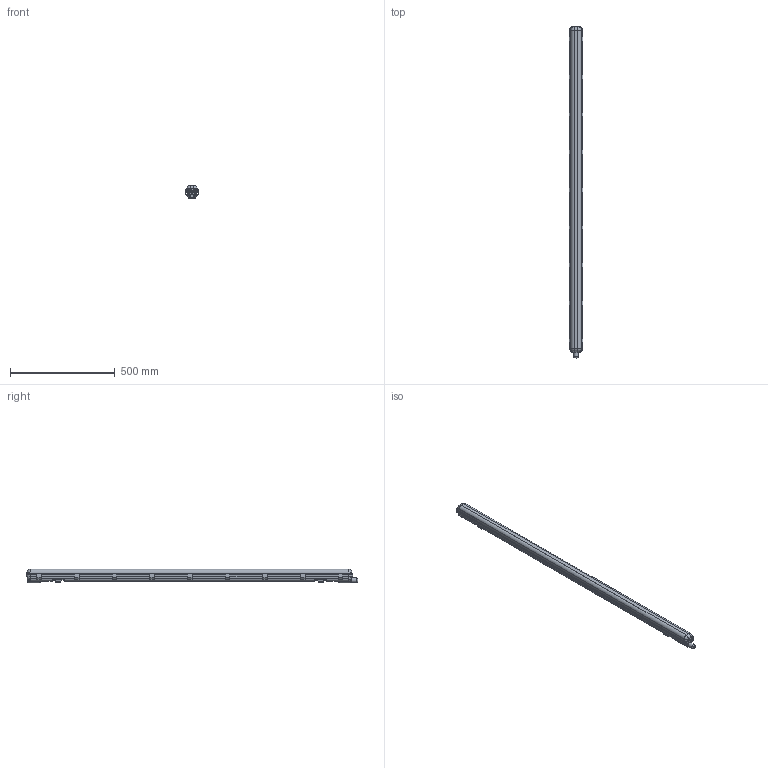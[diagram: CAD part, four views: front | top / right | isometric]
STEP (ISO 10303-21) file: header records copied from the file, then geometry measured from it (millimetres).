
FILE_DESCRIPTION (( 'STEP AP214' ), '1' );
FILE_NAME ('DP_H_1_1500.STEP', '2024-01-09T13:25:35', ( '' ), ( '' ), 'SwSTEP 2.0', 'SolidWorks 2022', '' );
FILE_SCHEMA (( 'AUTOMOTIVE_DESIGN' ));
Length unit declared in the file: millimetre
Products named in the file (1): DP_H_1_1500
Bounding box: 64.98 x 1586.23 x 64.16 mm (x, y, z)
Volume: 555599.3 mm3; surface area: 798560.3 mm2
Topology: 23 solids, 23 shells, 702 faces, 1913 edges, 1259 vertices
Faces by surface type: plane 344, cylinder 241, bspline 92, sphere 20, torus 5
Full cylindrical faces by diameter (mm): 6 x2, 16 x1, 17.988 x1, 22 x1
Entity records: 35668 total; most frequent: CARTESIAN_POINT 10697, ORIENTED_EDGE 3790, DIRECTION 3221, EDGE_CURVE 1895, VERTEX_POINT 1253, LINE 1097, VECTOR 1097, AXIS2_PLACEMENT_3D 1062
